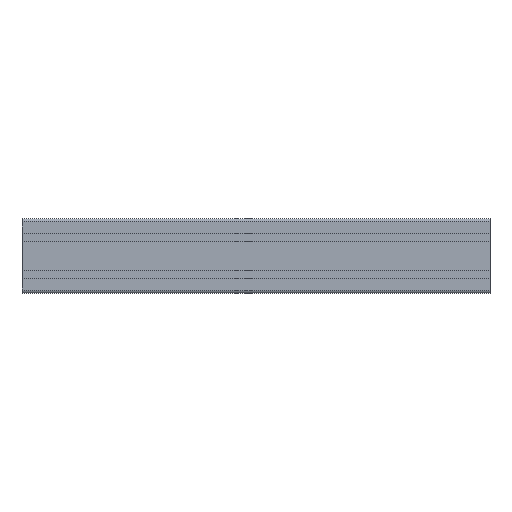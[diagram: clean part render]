
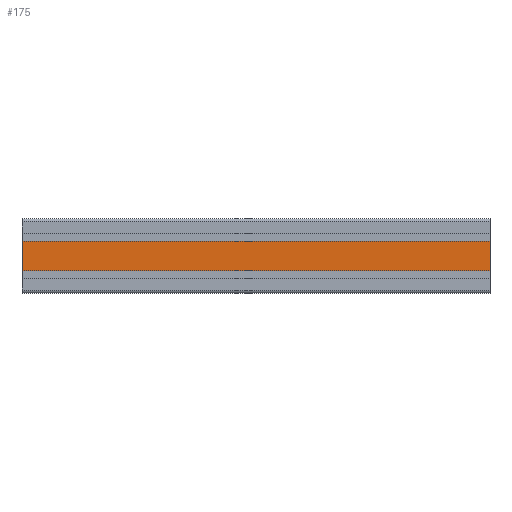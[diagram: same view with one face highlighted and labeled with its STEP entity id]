
A CAD part, top view. The second image highlights one B-rep face of the part: STEP entity #175.
In plain terms, the highlighted planar face has unit normal (0, 0, 1).
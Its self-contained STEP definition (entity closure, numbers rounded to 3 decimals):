
#175 = ADVANCED_FACE ( 'NONE', ( #5963 ), #4242, .F. ) ;
#242 = VECTOR ( 'NONE', #5134, 1000. ) ;
#303 = ORIENTED_EDGE ( 'NONE', *, *, #854, .T. ) ;
#604 = CARTESIAN_POINT ( 'NONE',  ( 500., -15.9, -1960. ) ) ;
#656 = CARTESIAN_POINT ( 'NONE',  ( 0., 15.9, -1960. ) ) ;
#680 = CARTESIAN_POINT ( 'NONE',  ( 0., -15.9, -1960. ) ) ;
#708 = DIRECTION ( 'NONE',  ( 0., -1., 0. ) ) ;
#854 = EDGE_CURVE ( 'NONE', #2732, #2726, #5509, .T. ) ;
#1098 = LINE ( 'NONE', #2982, #242 ) ;
#1151 = VECTOR ( 'NONE', #4718, 1000. ) ;
#1295 = DIRECTION ( 'NONE',  ( -1., 0., 0. ) ) ;
#1489 = LINE ( 'NONE', #4683, #1151 ) ;
#1492 = ORIENTED_EDGE ( 'NONE', *, *, #4205, .F. ) ;
#1801 = AXIS2_PLACEMENT_3D ( 'NONE', #3283, #3669, #1295 ) ;
#2020 = DIRECTION ( 'NONE',  ( -1., 0., 0. ) ) ;
#2152 = EDGE_CURVE ( 'NONE', #3324, #2726, #1489, .T. ) ;
#2429 = EDGE_LOOP ( 'NONE', ( #303, #5549, #1492, #6023 ) ) ;
#2726 = VERTEX_POINT ( 'NONE', #680 ) ;
#2732 = VERTEX_POINT ( 'NONE', #656 ) ;
#2982 = CARTESIAN_POINT ( 'NONE',  ( 500., 15.9, -1960. ) ) ;
#3148 = EDGE_CURVE ( 'NONE', #4927, #2732, #5703, .T. ) ;
#3191 = CARTESIAN_POINT ( 'NONE',  ( 0., 15.9, -1960. ) ) ;
#3283 = CARTESIAN_POINT ( 'NONE',  ( 500., 15.9, -1960. ) ) ;
#3324 = VERTEX_POINT ( 'NONE', #604 ) ;
#3499 = CARTESIAN_POINT ( 'NONE',  ( 500., 15.9, -1960. ) ) ;
#3669 = DIRECTION ( 'NONE',  ( 0., 0., -1. ) ) ;
#3760 = VECTOR ( 'NONE', #2020, 1000. ) ;
#3972 = CARTESIAN_POINT ( 'NONE',  ( 500., 15.9, -1960. ) ) ;
#4205 = EDGE_CURVE ( 'NONE', #4927, #3324, #1098, .T. ) ;
#4242 = PLANE ( 'NONE',  #1801 ) ;
#4683 = CARTESIAN_POINT ( 'NONE',  ( 500., -15.9, -1960. ) ) ;
#4718 = DIRECTION ( 'NONE',  ( -1., 0., 0. ) ) ;
#4927 = VERTEX_POINT ( 'NONE', #3499 ) ;
#5134 = DIRECTION ( 'NONE',  ( 0., -1., 0. ) ) ;
#5509 = LINE ( 'NONE', #3191, #5618 ) ;
#5549 = ORIENTED_EDGE ( 'NONE', *, *, #2152, .F. ) ;
#5618 = VECTOR ( 'NONE', #708, 1000. ) ;
#5703 = LINE ( 'NONE', #3972, #3760 ) ;
#5963 = FACE_OUTER_BOUND ( 'NONE', #2429, .T. ) ;
#6023 = ORIENTED_EDGE ( 'NONE', *, *, #3148, .T. ) ;
